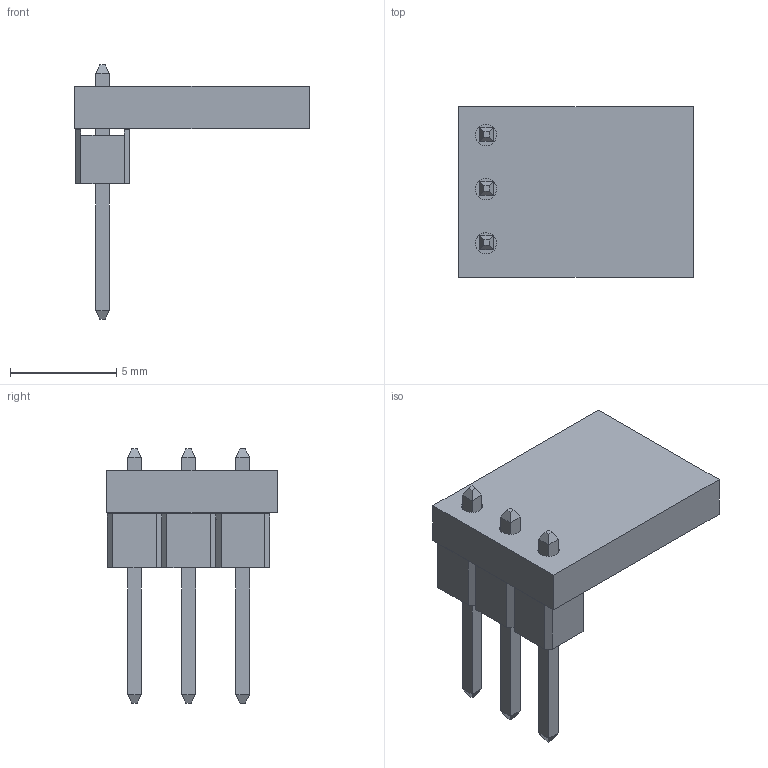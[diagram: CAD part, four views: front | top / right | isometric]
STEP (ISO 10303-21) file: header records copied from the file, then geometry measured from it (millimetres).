
FILE_DESCRIPTION(('FreeCAD Model'),'2;1');
FILE_NAME('HX4002_BOARD.step','2021-08-30T11:29:25',('Author'),(''), 'Open CASCADE STEP processor 7.3','FreeCAD','Unknown');
FILE_SCHEMA(('AUTOMOTIVE_DESIGN { 1 0 10303 214 1 1 1 1 }'));
Length unit declared in the file: millimetre
Products named in the file (1): Fusion002
Bounding box: 11 x 8 x 11.94 mm (x, y, z)
Volume: 227.3 mm3; surface area: 430.8 mm2
Topology: 1 solids, 1 shells, 104 faces, 252 edges, 152 vertices
Faces by surface type: plane 98, cylinder 6
Entity records: 3694 total; most frequent: ORIENTED_EDGE 512, CARTESIAN_POINT 509, DIRECTION 474, EDGE_CURVE 252, LINE 240, VECTOR 240, VERTEX_POINT 152, AXIS2_PLACEMENT_3D 117
